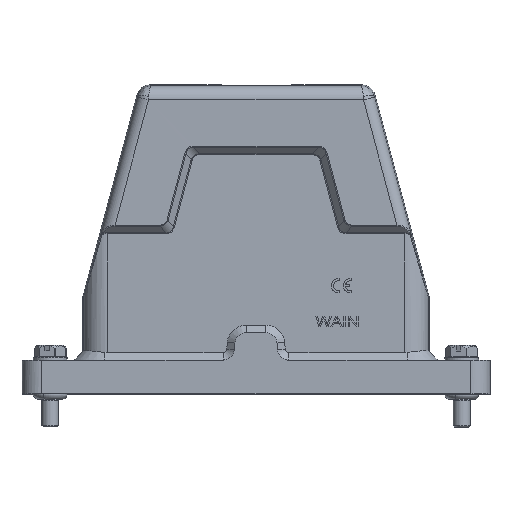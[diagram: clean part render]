
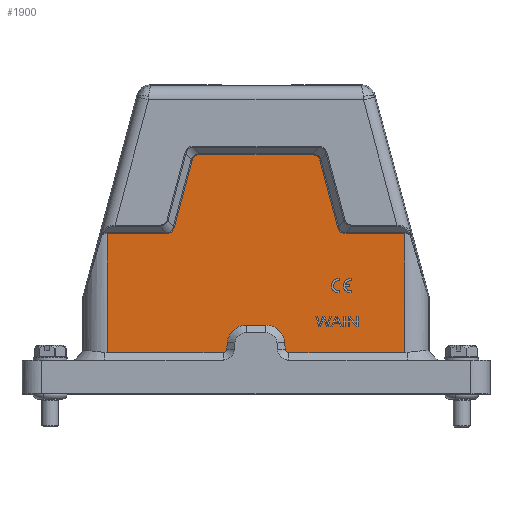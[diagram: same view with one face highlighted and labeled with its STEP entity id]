
A CAD part, top view. The second image highlights one B-rep face of the part: STEP entity #1900.
In plain terms, the highlighted planar face has unit normal (0, 0, 1).
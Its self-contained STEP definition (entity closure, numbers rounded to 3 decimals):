
#731=B_SPLINE_CURVE_WITH_KNOTS('',3,(#17622,#17623,#17624,#17625,#17626,
#17627),.UNSPECIFIED.,.F.,.F.,(4,2,4),(0.,0.5,1.),.UNSPECIFIED.);
#734=B_SPLINE_CURVE_WITH_KNOTS('',3,(#17641,#17642,#17643,#17644,#17645,
#17646),.UNSPECIFIED.,.F.,.F.,(4,2,4),(0.,0.5,1.),.UNSPECIFIED.);
#737=B_SPLINE_CURVE_WITH_KNOTS('',3,(#17660,#17661,#17662,#17663,#17664,
#17665),.UNSPECIFIED.,.F.,.F.,(4,2,4),(0.,0.5,1.),.UNSPECIFIED.);
#740=B_SPLINE_CURVE_WITH_KNOTS('',3,(#17679,#17680,#17681,#17682,#17683,
#17684),.UNSPECIFIED.,.F.,.F.,(4,2,4),(0.,0.5,1.),.UNSPECIFIED.);
#762=B_SPLINE_CURVE_WITH_KNOTS('',3,(#17895,#17896,#17897,#17898),
 .UNSPECIFIED.,.F.,.F.,(4,4),(0.,1.),.UNSPECIFIED.);
#767=B_SPLINE_CURVE_WITH_KNOTS('',3,(#17936,#17937,#17938,#17939),
 .UNSPECIFIED.,.F.,.F.,(4,4),(0.,1.),.UNSPECIFIED.);
#768=B_SPLINE_CURVE_WITH_KNOTS('',3,(#17941,#17942,#17943,#17944),
 .UNSPECIFIED.,.F.,.F.,(4,4),(0.,1.),.UNSPECIFIED.);
#769=B_SPLINE_CURVE_WITH_KNOTS('',3,(#17948,#17949,#17950,#17951,#17952,
#17953),.UNSPECIFIED.,.F.,.F.,(4,2,4),(0.,0.5,1.),.UNSPECIFIED.);
#770=B_SPLINE_CURVE_WITH_KNOTS('',3,(#17957,#17958,#17959,#17960,#17961,
#17962),.UNSPECIFIED.,.F.,.F.,(4,2,4),(0.,0.5,1.),.UNSPECIFIED.);
#771=B_SPLINE_CURVE_WITH_KNOTS('',3,(#17966,#17967,#17968,#17969),
 .UNSPECIFIED.,.F.,.F.,(4,4),(0.,1.),.UNSPECIFIED.);
#772=B_SPLINE_CURVE_WITH_KNOTS('',3,(#17971,#17972,#17973,#17974),
 .UNSPECIFIED.,.F.,.F.,(4,4),(0.,1.),.UNSPECIFIED.);
#1900=ADVANCED_FACE('NONE',(#2756),#2375,.T.);
#2375=PLANE('',#10940);
#2756=FACE_OUTER_BOUND('',#3362,.T.);
#3362=EDGE_LOOP('',(#5117,#5118,#5119,#5120,#5121,#5122,#5123,#5124,#5125,
#5126,#5127,#5128,#5129,#5130,#5131,#5132,#5133,#5134,#5135,#5136));
#5117=ORIENTED_EDGE('',*,*,#8611,.F.);
#5118=ORIENTED_EDGE('',*,*,#8612,.T.);
#5119=ORIENTED_EDGE('',*,*,#8613,.F.);
#5120=ORIENTED_EDGE('',*,*,#8614,.F.);
#5121=ORIENTED_EDGE('',*,*,#8615,.F.);
#5122=ORIENTED_EDGE('',*,*,#8616,.F.);
#5123=ORIENTED_EDGE('',*,*,#8617,.F.);
#5124=ORIENTED_EDGE('',*,*,#8618,.T.);
#5125=ORIENTED_EDGE('',*,*,#8619,.F.);
#5126=ORIENTED_EDGE('',*,*,#8602,.T.);
#5127=ORIENTED_EDGE('',*,*,#8552,.T.);
#5128=ORIENTED_EDGE('',*,*,#8554,.T.);
#5129=ORIENTED_EDGE('',*,*,#8556,.T.);
#5130=ORIENTED_EDGE('',*,*,#8558,.T.);
#5131=ORIENTED_EDGE('',*,*,#8560,.T.);
#5132=ORIENTED_EDGE('',*,*,#8562,.T.);
#5133=ORIENTED_EDGE('',*,*,#8564,.T.);
#5134=ORIENTED_EDGE('',*,*,#8566,.T.);
#5135=ORIENTED_EDGE('',*,*,#8567,.T.);
#5136=ORIENTED_EDGE('',*,*,#8575,.T.);
#7287=VERTEX_POINT('',#17044);
#7303=VERTEX_POINT('',#17458);
#7308=VERTEX_POINT('',#17614);
#7309=VERTEX_POINT('',#17621);
#7310=VERTEX_POINT('',#17633);
#7311=VERTEX_POINT('',#17640);
#7312=VERTEX_POINT('',#17652);
#7313=VERTEX_POINT('',#17659);
#7314=VERTEX_POINT('',#17671);
#7315=VERTEX_POINT('',#17678);
#7321=VERTEX_POINT('',#17716);
#7333=VERTEX_POINT('',#17872);
#7342=VERTEX_POINT('',#17940);
#7343=VERTEX_POINT('',#17945);
#7344=VERTEX_POINT('',#17947);
#7345=VERTEX_POINT('',#17954);
#7346=VERTEX_POINT('',#17956);
#7347=VERTEX_POINT('',#17963);
#7348=VERTEX_POINT('',#17965);
#7349=VERTEX_POINT('',#17970);
#8552=EDGE_CURVE('NONE',#7303,#7308,#9681,.T.);
#8554=EDGE_CURVE('NONE',#7308,#7309,#731,.T.);
#8556=EDGE_CURVE('NONE',#7309,#7310,#9682,.T.);
#8558=EDGE_CURVE('NONE',#7310,#7311,#734,.T.);
#8560=EDGE_CURVE('NONE',#7311,#7312,#9683,.T.);
#8562=EDGE_CURVE('NONE',#7312,#7313,#737,.T.);
#8564=EDGE_CURVE('NONE',#7313,#7314,#9684,.T.);
#8566=EDGE_CURVE('NONE',#7314,#7315,#740,.T.);
#8567=EDGE_CURVE('NONE',#7315,#7287,#9685,.T.);
#8575=EDGE_CURVE('NONE',#7287,#7321,#9691,.T.);
#8602=EDGE_CURVE('NONE',#7333,#7303,#762,.T.);
#8611=EDGE_CURVE('NONE',#7342,#7321,#767,.T.);
#8612=EDGE_CURVE('NONE',#7342,#7343,#768,.T.);
#8613=EDGE_CURVE('NONE',#7344,#7343,#9703,.T.);
#8614=EDGE_CURVE('NONE',#7345,#7344,#769,.T.);
#8615=EDGE_CURVE('NONE',#7346,#7345,#9704,.T.);
#8616=EDGE_CURVE('NONE',#7347,#7346,#770,.T.);
#8617=EDGE_CURVE('NONE',#7348,#7347,#9705,.T.);
#8618=EDGE_CURVE('NONE',#7348,#7349,#771,.T.);
#8619=EDGE_CURVE('NONE',#7333,#7349,#772,.T.);
#9681=LINE('',#17615,#10281);
#9682=LINE('',#17634,#10282);
#9683=LINE('',#17653,#10283);
#9684=LINE('',#17672,#10284);
#9685=LINE('',#17686,#10285);
#9691=LINE('',#17717,#10291);
#9703=LINE('',#17946,#10303);
#9704=LINE('',#17955,#10304);
#9705=LINE('',#17964,#10305);
#10281=VECTOR('',#12196,1.);
#10282=VECTOR('',#12201,1.);
#10283=VECTOR('',#12206,1.);
#10284=VECTOR('',#12211,1.);
#10285=VECTOR('',#12216,1.);
#10291=VECTOR('',#12228,1.);
#10303=VECTOR('',#12270,1.);
#10304=VECTOR('',#12271,1.);
#10305=VECTOR('',#12272,1.);
#10940=AXIS2_PLACEMENT_3D('',#17975,#12273,#12274);
#12196=DIRECTION('',(-1.,0.,0.));
#12201=DIRECTION('',(-0.259,0.966,0.));
#12206=DIRECTION('',(-1.,0.,0.));
#12211=DIRECTION('',(-0.259,-0.966,0.));
#12216=DIRECTION('',(-1.,0.,0.));
#12228=DIRECTION('',(0.,-1.,0.));
#12270=DIRECTION('',(-0.087,-0.996,0.));
#12271=DIRECTION('',(-1.,0.,0.));
#12272=DIRECTION('',(-0.087,0.996,0.));
#12273=DIRECTION('',(0.,0.,1.));
#12274=DIRECTION('',(1.,0.,0.));
#17044=CARTESIAN_POINT('',(-52.688,57.093,26.3));
#17458=CARTESIAN_POINT('',(52.688,57.093,26.3));
#17614=CARTESIAN_POINT('',(32.082,57.093,26.3));
#17615=CARTESIAN_POINT('',(0.,57.093,26.3));
#17621=CARTESIAN_POINT('',(29.009,59.451,26.3));
#17622=CARTESIAN_POINT('',(32.082,57.093,26.3));
#17623=CARTESIAN_POINT('',(31.373,57.084,26.3));
#17624=CARTESIAN_POINT('',(30.658,57.297,26.3));
#17625=CARTESIAN_POINT('',(29.574,58.128,26.3));
#17626=CARTESIAN_POINT('',(29.184,58.762,26.3));
#17627=CARTESIAN_POINT('',(29.009,59.451,26.3));
#17633=CARTESIAN_POINT('',(22.63,83.259,26.3));
#17634=CARTESIAN_POINT('',(29.009,59.451,26.3));
#17640=CARTESIAN_POINT('',(20.239,85.093,26.3));
#17641=CARTESIAN_POINT('',(22.63,83.259,26.3));
#17642=CARTESIAN_POINT('',(22.494,83.793,26.3));
#17643=CARTESIAN_POINT('',(22.189,84.288,26.3));
#17644=CARTESIAN_POINT('',(21.347,84.934,26.3));
#17645=CARTESIAN_POINT('',(20.792,85.1,26.3));
#17646=CARTESIAN_POINT('',(20.239,85.093,26.3));
#17652=CARTESIAN_POINT('',(-20.239,85.093,26.3));
#17653=CARTESIAN_POINT('',(0.,85.093,26.3));
#17659=CARTESIAN_POINT('',(-22.63,83.259,26.3));
#17660=CARTESIAN_POINT('',(-20.239,85.093,26.3));
#17661=CARTESIAN_POINT('',(-20.79,85.1,26.3));
#17662=CARTESIAN_POINT('',(-21.347,84.934,26.3));
#17663=CARTESIAN_POINT('',(-22.189,84.288,26.3));
#17664=CARTESIAN_POINT('',(-22.493,83.794,26.3));
#17665=CARTESIAN_POINT('',(-22.63,83.259,26.3));
#17671=CARTESIAN_POINT('',(-29.009,59.451,26.3));
#17672=CARTESIAN_POINT('',(-22.63,83.259,26.3));
#17678=CARTESIAN_POINT('',(-32.082,57.093,26.3));
#17679=CARTESIAN_POINT('',(-29.009,59.451,26.3));
#17680=CARTESIAN_POINT('',(-29.183,58.764,26.3));
#17681=CARTESIAN_POINT('',(-29.575,58.128,26.3));
#17682=CARTESIAN_POINT('',(-30.658,57.297,26.3));
#17683=CARTESIAN_POINT('',(-31.372,57.083,26.3));
#17684=CARTESIAN_POINT('',(-32.082,57.093,26.3));
#17686=CARTESIAN_POINT('',(0.,57.093,26.3));
#17716=CARTESIAN_POINT('',(-52.688,15.,26.3));
#17717=CARTESIAN_POINT('',(-52.688,57.093,26.3));
#17872=CARTESIAN_POINT('',(52.688,15.,26.3));
#17895=CARTESIAN_POINT('',(52.688,15.,26.3));
#17896=CARTESIAN_POINT('',(52.688,29.031,26.3));
#17897=CARTESIAN_POINT('',(52.688,43.062,26.3));
#17898=CARTESIAN_POINT('',(52.688,57.093,26.3));
#17936=CARTESIAN_POINT('',(-11.665,15.,26.3));
#17937=CARTESIAN_POINT('',(-25.34,15.,26.3));
#17938=CARTESIAN_POINT('',(-39.014,15.,26.3));
#17939=CARTESIAN_POINT('',(-52.688,15.,26.3));
#17940=CARTESIAN_POINT('',(-11.665,15.,26.3));
#17941=CARTESIAN_POINT('',(-11.665,15.,26.3));
#17942=CARTESIAN_POINT('',(-11.01,15.003,26.3));
#17943=CARTESIAN_POINT('',(-10.43,15.531,26.3));
#17944=CARTESIAN_POINT('',(-10.37,16.187,26.3));
#17945=CARTESIAN_POINT('',(-10.37,16.187,26.3));
#17946=CARTESIAN_POINT('',(-10.161,18.584,26.3));
#17947=CARTESIAN_POINT('',(-10.161,18.584,26.3));
#17948=CARTESIAN_POINT('',(-3.486,24.7,26.3));
#17949=CARTESIAN_POINT('',(-5.143,24.7,26.3));
#17950=CARTESIAN_POINT('',(-6.791,24.059,26.3));
#17951=CARTESIAN_POINT('',(-9.234,21.821,26.3));
#17952=CARTESIAN_POINT('',(-10.016,20.234,26.3));
#17953=CARTESIAN_POINT('',(-10.161,18.584,26.3));
#17954=CARTESIAN_POINT('',(-3.486,24.7,26.3));
#17955=CARTESIAN_POINT('',(0.,24.7,26.3));
#17956=CARTESIAN_POINT('',(3.486,24.7,26.3));
#17957=CARTESIAN_POINT('',(10.161,18.584,26.3));
#17958=CARTESIAN_POINT('',(10.016,20.234,26.3));
#17959=CARTESIAN_POINT('',(9.234,21.821,26.3));
#17960=CARTESIAN_POINT('',(6.791,24.059,26.3));
#17961=CARTESIAN_POINT('',(5.143,24.7,26.3));
#17962=CARTESIAN_POINT('',(3.486,24.7,26.3));
#17963=CARTESIAN_POINT('',(10.161,18.584,26.3));
#17964=CARTESIAN_POINT('',(10.37,16.187,26.3));
#17965=CARTESIAN_POINT('',(10.37,16.187,26.3));
#17966=CARTESIAN_POINT('',(10.37,16.187,26.3));
#17967=CARTESIAN_POINT('',(10.43,15.534,26.3));
#17968=CARTESIAN_POINT('',(11.007,15.003,26.3));
#17969=CARTESIAN_POINT('',(11.665,15.,26.3));
#17970=CARTESIAN_POINT('',(11.665,15.,26.3));
#17971=CARTESIAN_POINT('',(52.688,15.,26.3));
#17972=CARTESIAN_POINT('',(39.014,15.,26.3));
#17973=CARTESIAN_POINT('',(25.34,15.,26.3));
#17974=CARTESIAN_POINT('',(11.665,15.,26.3));
#17975=CARTESIAN_POINT('',(0.,0.,26.3));
